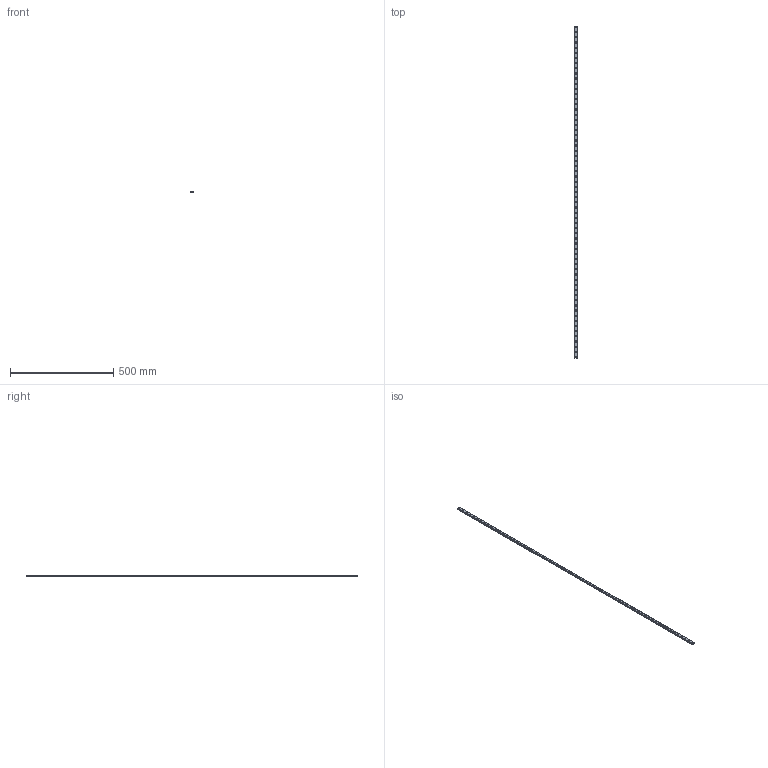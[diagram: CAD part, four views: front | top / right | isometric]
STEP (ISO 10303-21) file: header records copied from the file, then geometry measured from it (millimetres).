
FILE_DESCRIPTION(('STEP AP214'),'1');
FILE_NAME('cctmp_11A61466-7A9C-4820-BC7E-7D941E1E2F27_2021_02_18_15_59_10_0864..stp','2021-02-18T14:59:11',('HIWIN GmbH'),('CADClick - www.CADClick.com'),'Spatial InterOp 3D',' ','unknown authorization');
FILE_SCHEMA(('AUTOMOTIVE_DESIGN'));
Length unit declared in the file: millimetre
Products named in the file (1): MGNR12R1610CM_FILE
Bounding box: 12 x 1610 x 8 mm (x, y, z)
Volume: 137803.1 mm3; surface area: 80154.6 mm2
Topology: 1 solids, 1 shells, 680 faces, 1437 edges, 958 vertices
Faces by surface type: cylinder 406, plane 274
Entity records: 24097 total; most frequent: DIRECTION 3611, CARTESIAN_POINT 3076, ORIENTED_EDGE 2874, AXIS2_PLACEMENT_3D 1493, EDGE_CURVE 1437, VERTEX_POINT 958, EDGE_LOOP 879, CIRCLE 812
